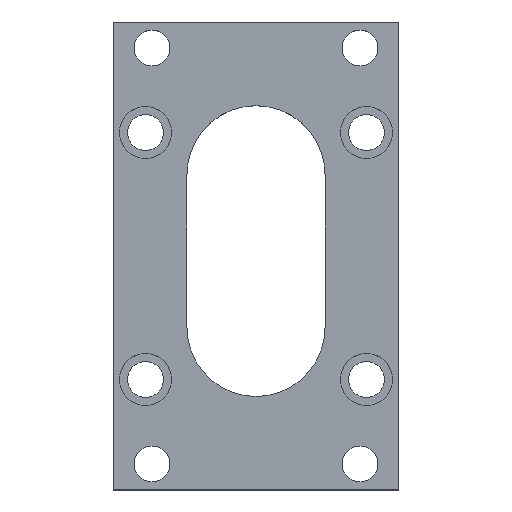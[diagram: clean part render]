
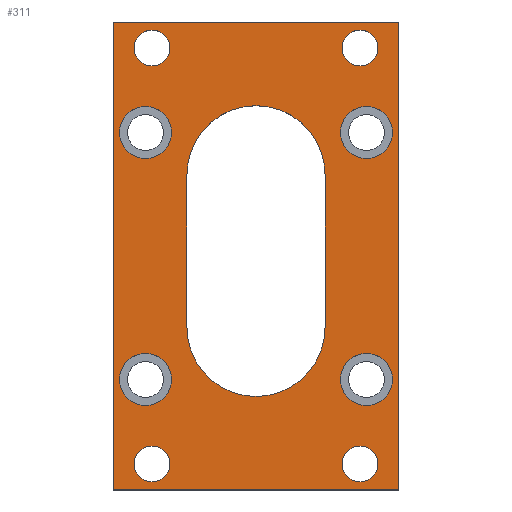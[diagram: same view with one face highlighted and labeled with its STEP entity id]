
A CAD part, top view. The second image highlights one B-rep face of the part: STEP entity #311.
In plain terms, the highlighted planar face has unit normal (0, 0, 1).
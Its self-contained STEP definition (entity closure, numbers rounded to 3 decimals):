
#83=CARTESIAN_POINT('',(51.791,39.675,12.7));
#84=VERTEX_POINT('',#83);
#91=CARTESIAN_POINT('',(51.791,76.987,12.7));
#92=VERTEX_POINT('',#91);
#93=CARTESIAN_POINT('',(51.791,76.987,12.7));
#94=DIRECTION('',(0.0,-1.0,0.0));
#95=VECTOR('',#94,37.313);
#96=LINE('',#93,#95);
#97=EDGE_CURVE('',#92,#84,#96,.T.);
#123=CARTESIAN_POINT('',(18.059,76.987,12.7));
#124=VERTEX_POINT('',#123);
#131=CARTESIAN_POINT('',(18.059,39.675,12.7));
#132=VERTEX_POINT('',#131);
#133=CARTESIAN_POINT('',(18.059,39.675,12.7));
#134=DIRECTION('',(0.0,1.0,0.0));
#135=VECTOR('',#134,37.313);
#136=LINE('',#133,#135);
#137=EDGE_CURVE('',#132,#124,#136,.T.);
#154=CARTESIAN_POINT('',(34.925,39.675,12.7));
#155=DIRECTION('',(0.0,0.0,-1.0));
#156=DIRECTION('',(1.0,0.0,0.0));
#157=AXIS2_PLACEMENT_3D('',#154,#155,#156);
#158=CIRCLE('',#157,16.866);
#159=EDGE_CURVE('',#84,#132,#158,.T.);
#172=CARTESIAN_POINT('',(34.925,57.15,12.7));
#173=DIRECTION('',(0.0,0.0,1.0));
#174=DIRECTION('',(1.0,0.0,0.0));
#175=AXIS2_PLACEMENT_3D('',#172,#173,#174);
#176=PLANE('',#175);
#177=CARTESIAN_POINT('',(0.0,0.0,12.7));
#178=VERTEX_POINT('',#177);
#179=CARTESIAN_POINT('',(0.0,114.3,12.7));
#180=VERTEX_POINT('',#179);
#181=CARTESIAN_POINT('',(0.0,0.0,12.7));
#182=DIRECTION('',(0.0,1.0,0.0));
#183=VECTOR('',#182,114.3);
#184=LINE('',#181,#183);
#185=EDGE_CURVE('',#178,#180,#184,.T.);
#186=ORIENTED_EDGE('',*,*,#185,.F.);
#187=CARTESIAN_POINT('',(69.85,0.0,12.7));
#188=VERTEX_POINT('',#187);
#189=CARTESIAN_POINT('',(69.85,0.0,12.7));
#190=DIRECTION('',(-1.0,0.0,0.0));
#191=VECTOR('',#190,69.85);
#192=LINE('',#189,#191);
#193=EDGE_CURVE('',#188,#178,#192,.T.);
#194=ORIENTED_EDGE('',*,*,#193,.F.);
#195=CARTESIAN_POINT('',(69.85,114.3,12.7));
#196=VERTEX_POINT('',#195);
#197=CARTESIAN_POINT('',(69.85,114.3,12.7));
#198=DIRECTION('',(0.0,-1.0,0.0));
#199=VECTOR('',#198,114.3);
#200=LINE('',#197,#199);
#201=EDGE_CURVE('',#196,#188,#200,.T.);
#202=ORIENTED_EDGE('',*,*,#201,.F.);
#203=CARTESIAN_POINT('',(0.0,114.3,12.7));
#204=DIRECTION('',(1.0,0.0,0.0));
#205=VECTOR('',#204,69.85);
#206=LINE('',#203,#205);
#207=EDGE_CURVE('',#180,#196,#206,.T.);
#208=ORIENTED_EDGE('',*,*,#207,.F.);
#209=EDGE_LOOP('',(#186,#194,#202,#208));
#210=FACE_OUTER_BOUND('',#209,.T.);
#211=CARTESIAN_POINT('',(13.894,6.35,12.7));
#212=VERTEX_POINT('',#211);
#213=CARTESIAN_POINT('',(9.525,6.35,12.7));
#214=DIRECTION('',(0.0,0.0,-1.0));
#215=DIRECTION('',(1.0,0.0,0.0));
#216=AXIS2_PLACEMENT_3D('',#213,#214,#215);
#217=CIRCLE('',#216,4.369);
#218=EDGE_CURVE('',#212,#212,#217,.T.);
#219=ORIENTED_EDGE('',*,*,#218,.T.);
#220=EDGE_LOOP('',(#219));
#221=FACE_BOUND('',#220,.T.);
#222=CARTESIAN_POINT('',(64.694,6.35,12.7));
#223=VERTEX_POINT('',#222);
#224=CARTESIAN_POINT('',(60.325,6.35,12.7));
#225=DIRECTION('',(0.0,0.0,-1.0));
#226=DIRECTION('',(1.0,0.0,0.0));
#227=AXIS2_PLACEMENT_3D('',#224,#225,#226);
#228=CIRCLE('',#227,4.369);
#229=EDGE_CURVE('',#223,#223,#228,.T.);
#230=ORIENTED_EDGE('',*,*,#229,.T.);
#231=EDGE_LOOP('',(#230));
#232=FACE_BOUND('',#231,.T.);
#233=CARTESIAN_POINT('',(14.288,26.988,12.7));
#234=VERTEX_POINT('',#233);
#235=CARTESIAN_POINT('',(7.938,26.988,12.7));
#236=DIRECTION('',(0.0,0.0,-1.0));
#237=DIRECTION('',(1.0,0.0,0.0));
#238=AXIS2_PLACEMENT_3D('',#235,#236,#237);
#239=CIRCLE('',#238,6.35);
#240=EDGE_CURVE('',#234,#234,#239,.T.);
#241=ORIENTED_EDGE('',*,*,#240,.T.);
#242=EDGE_LOOP('',(#241));
#243=FACE_BOUND('',#242,.T.);
#244=CARTESIAN_POINT('',(68.263,26.988,12.7));
#245=VERTEX_POINT('',#244);
#246=CARTESIAN_POINT('',(61.913,26.988,12.7));
#247=DIRECTION('',(0.0,0.0,-1.0));
#248=DIRECTION('',(1.0,0.0,0.0));
#249=AXIS2_PLACEMENT_3D('',#246,#247,#248);
#250=CIRCLE('',#249,6.35);
#251=EDGE_CURVE('',#245,#245,#250,.T.);
#252=ORIENTED_EDGE('',*,*,#251,.T.);
#253=EDGE_LOOP('',(#252));
#254=FACE_BOUND('',#253,.T.);
#255=CARTESIAN_POINT('',(14.288,87.313,12.7));
#256=VERTEX_POINT('',#255);
#257=CARTESIAN_POINT('',(7.938,87.313,12.7));
#258=DIRECTION('',(0.0,0.0,-1.0));
#259=DIRECTION('',(1.0,0.0,0.0));
#260=AXIS2_PLACEMENT_3D('',#257,#258,#259);
#261=CIRCLE('',#260,6.35);
#262=EDGE_CURVE('',#256,#256,#261,.T.);
#263=ORIENTED_EDGE('',*,*,#262,.T.);
#264=EDGE_LOOP('',(#263));
#265=FACE_BOUND('',#264,.T.);
#266=CARTESIAN_POINT('',(68.263,87.313,12.7));
#267=VERTEX_POINT('',#266);
#268=CARTESIAN_POINT('',(61.913,87.313,12.7));
#269=DIRECTION('',(0.0,0.0,-1.0));
#270=DIRECTION('',(1.0,0.0,0.0));
#271=AXIS2_PLACEMENT_3D('',#268,#269,#270);
#272=CIRCLE('',#271,6.35);
#273=EDGE_CURVE('',#267,#267,#272,.T.);
#274=ORIENTED_EDGE('',*,*,#273,.T.);
#275=EDGE_LOOP('',(#274));
#276=FACE_BOUND('',#275,.T.);
#277=CARTESIAN_POINT('',(13.894,107.95,12.7));
#278=VERTEX_POINT('',#277);
#279=CARTESIAN_POINT('',(9.525,107.95,12.7));
#280=DIRECTION('',(0.0,0.0,-1.0));
#281=DIRECTION('',(1.0,0.0,0.0));
#282=AXIS2_PLACEMENT_3D('',#279,#280,#281);
#283=CIRCLE('',#282,4.369);
#284=EDGE_CURVE('',#278,#278,#283,.T.);
#285=ORIENTED_EDGE('',*,*,#284,.T.);
#286=EDGE_LOOP('',(#285));
#287=FACE_BOUND('',#286,.T.);
#288=CARTESIAN_POINT('',(64.694,107.95,12.7));
#289=VERTEX_POINT('',#288);
#290=CARTESIAN_POINT('',(60.325,107.95,12.7));
#291=DIRECTION('',(0.0,0.0,-1.0));
#292=DIRECTION('',(1.0,0.0,0.0));
#293=AXIS2_PLACEMENT_3D('',#290,#291,#292);
#294=CIRCLE('',#293,4.369);
#295=EDGE_CURVE('',#289,#289,#294,.T.);
#296=ORIENTED_EDGE('',*,*,#295,.T.);
#297=EDGE_LOOP('',(#296));
#298=FACE_BOUND('',#297,.T.);
#299=ORIENTED_EDGE('',*,*,#137,.T.);
#300=CARTESIAN_POINT('',(34.925,76.987,12.7));
#301=DIRECTION('',(0.0,0.0,-1.0));
#302=DIRECTION('',(1.0,0.0,0.0));
#303=AXIS2_PLACEMENT_3D('',#300,#301,#302);
#304=CIRCLE('',#303,16.866);
#305=EDGE_CURVE('',#124,#92,#304,.T.);
#306=ORIENTED_EDGE('',*,*,#305,.T.);
#307=ORIENTED_EDGE('',*,*,#97,.T.);
#308=ORIENTED_EDGE('',*,*,#159,.T.);
#309=EDGE_LOOP('',(#299,#306,#307,#308));
#310=FACE_BOUND('',#309,.T.);
#311=ADVANCED_FACE('',(#210,#221,#232,#243,#254,#265,#276,#287,#298,#310),#176,.T.);
